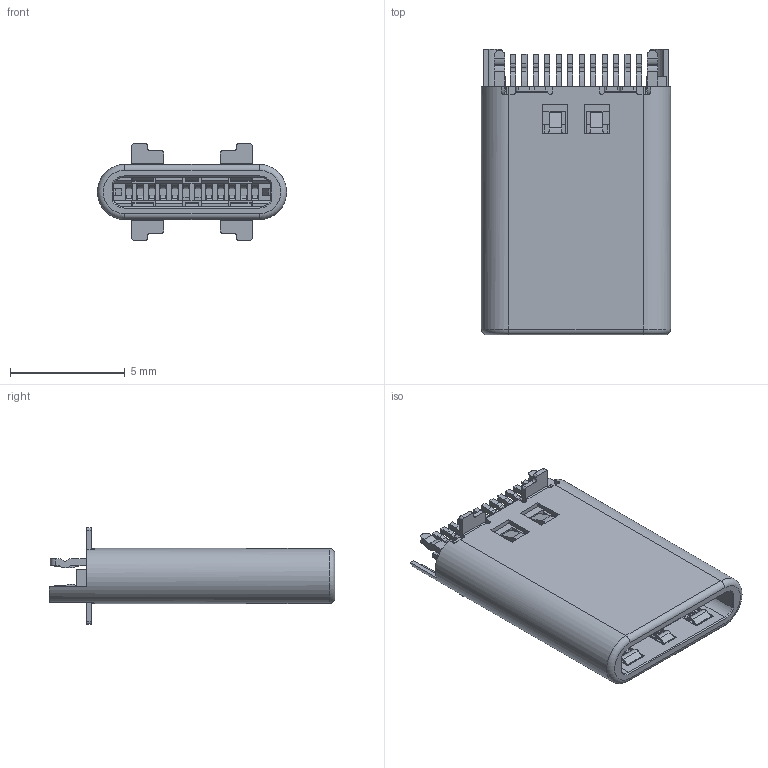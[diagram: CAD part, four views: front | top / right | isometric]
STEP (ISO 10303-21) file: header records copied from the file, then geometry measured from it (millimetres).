
FILE_DESCRIPTION(/* description */ (''),/* implementation_level */ '2;1');
FILE_NAME(/* name */ 'Wurth - WR-COM 632712000011.step',/* time_stamp */ '2020-04-02T15:02:38+01:00',/* author */ (''),/* organization */ (''),/* preprocessor_version */ 'ST-DEVELOPER v18',/* originating_system */ 'Autodesk Translation Framework v8.12.0.6',/* authorisation */ '');
FILE_SCHEMA (('AUTOMOTIVE_DESIGN { 1 0 10303 214 3 1 1 }'));
Products named in the file (1): Wurth - WR-COM 632712000011
Bounding box: 8.25 x 12.45 x 4.2 mm (x, y, z)
Volume: 129.4 mm3; surface area: 834.1 mm2
Topology: 1 solids, 11 shells, 1795 faces, 5417 edges, 3536 vertices
Faces by surface type: plane 1277, cylinder 502, bspline 8, cone 4, torus 2, sphere 2
Full cylindrical faces by diameter (mm): 0.4 x3
Entity records: 61682 total; most frequent: CARTESIAN_POINT 11581, ORIENTED_EDGE 10862, DIRECTION 9976, EDGE_CURVE 5431, LINE 4334, VECTOR 4334, VERTEX_POINT 3536, AXIS2_PLACEMENT_3D 2821
